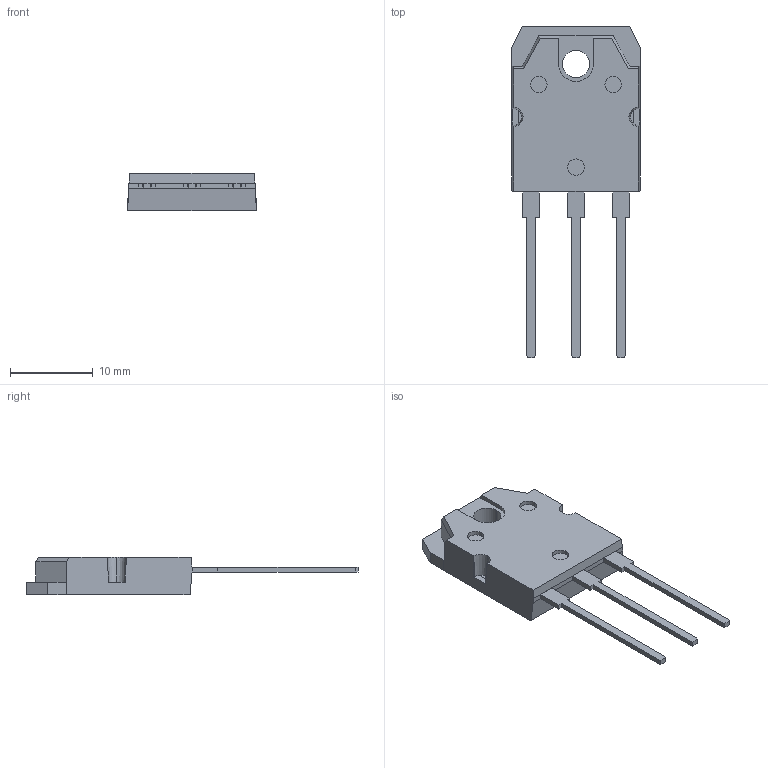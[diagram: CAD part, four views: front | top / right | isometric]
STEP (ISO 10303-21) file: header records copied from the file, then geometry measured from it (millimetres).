
FILE_DESCRIPTION (( 'STEP AP214' ), '1' );
FILE_NAME ('2SB688.STEP', '2020-07-31T19:36:01', ( '' ), ( '' ), 'SwSTEP 2.0', 'SolidWorks 2017', '' );
FILE_SCHEMA (( 'AUTOMOTIVE_DESIGN' ));
Length unit declared in the file: millimetre
Products named in the file (1): 2SB688
Bounding box: 15.6 x 40.2 x 4.5 mm (x, y, z)
Volume: 1255.7 mm3; surface area: 1673.6 mm2
Topology: 5 solids, 5 shells, 97 faces, 250 edges, 162 vertices
Faces by surface type: plane 82, cylinder 11, cone 4
Entity records: 2992 total; most frequent: CARTESIAN_POINT 510, ORIENTED_EDGE 500, DIRECTION 480, EDGE_CURVE 250, LINE 216, VECTOR 216, VERTEX_POINT 162, AXIS2_PLACEMENT_3D 132
